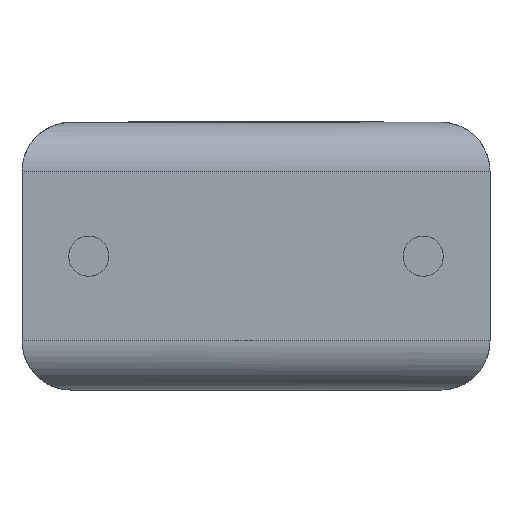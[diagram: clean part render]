
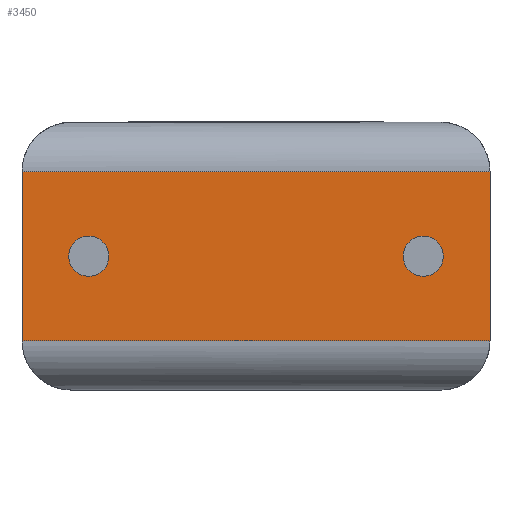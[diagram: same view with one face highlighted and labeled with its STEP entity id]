
A CAD part, front view. The second image highlights one B-rep face of the part: STEP entity #3450.
In plain terms, the highlighted planar face has unit normal (0, -1, 0).
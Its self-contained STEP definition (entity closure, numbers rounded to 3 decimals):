
#34 = AXIS2_PLACEMENT_3D ( 'NONE', #919, #270, #2264 ) ;
#182 = VECTOR ( 'NONE', #1485, 1000. ) ;
#202 = FACE_BOUND ( 'NONE', #2972, .T. ) ;
#270 = DIRECTION ( 'NONE',  ( 0., -1., 0. ) ) ;
#358 = DIRECTION ( 'NONE',  ( 0., -1., 0. ) ) ;
#361 = CARTESIAN_POINT ( 'NONE',  ( -7.11, 0., 4.07 ) ) ;
#387 = FACE_OUTER_BOUND ( 'NONE', #2931, .T. ) ;
#449 = CARTESIAN_POINT ( 'NONE',  ( -5.79, 0., 2.035 ) ) ;
#490 = VERTEX_POINT ( 'NONE', #449 ) ;
#572 = DIRECTION ( 'NONE',  ( -1., 0., 0. ) ) ;
#685 = VERTEX_POINT ( 'NONE', #3441 ) ;
#712 = EDGE_CURVE ( 'NONE', #1018, #685, #3306, .T. ) ;
#917 = EDGE_LOOP ( 'NONE', ( #1014, #1627 ) ) ;
#919 = CARTESIAN_POINT ( 'NONE',  ( -6.095, 0., 2.035 ) ) ;
#1014 = ORIENTED_EDGE ( 'NONE', *, *, #3623, .F. ) ;
#1018 = VERTEX_POINT ( 'NONE', #2441 ) ;
#1050 = DIRECTION ( 'NONE',  ( 0., 0., -1. ) ) ;
#1068 = DIRECTION ( 'NONE',  ( -1., 0., 0. ) ) ;
#1110 = AXIS2_PLACEMENT_3D ( 'NONE', #2326, #358, #2300 ) ;
#1115 = CARTESIAN_POINT ( 'NONE',  ( 0., 0., 4.07 ) ) ;
#1150 = DIRECTION ( 'NONE',  ( 1., 0., 0. ) ) ;
#1280 = ORIENTED_EDGE ( 'NONE', *, *, #3549, .T. ) ;
#1403 = DIRECTION ( 'NONE',  ( 0., 0., -1. ) ) ;
#1485 = DIRECTION ( 'NONE',  ( -1., 0., 0. ) ) ;
#1517 = AXIS2_PLACEMENT_3D ( 'NONE', #1115, #2804, #3667 ) ;
#1528 = CIRCLE ( 'NONE', #2789, 0.305 ) ;
#1577 = VERTEX_POINT ( 'NONE', #2706 ) ;
#1625 = ORIENTED_EDGE ( 'NONE', *, *, #2096, .F. ) ;
#1627 = ORIENTED_EDGE ( 'NONE', *, *, #1949, .F. ) ;
#1664 = PLANE ( 'NONE',  #1517 ) ;
#1708 = VERTEX_POINT ( 'NONE', #3345 ) ;
#1721 = LINE ( 'NONE', #361, #3532 ) ;
#1864 = DIRECTION ( 'NONE',  ( 0., 1., 0. ) ) ;
#1941 = FACE_BOUND ( 'NONE', #917, .T. ) ;
#1949 = EDGE_CURVE ( 'NONE', #490, #1708, #3365, .T. ) ;
#1964 = CARTESIAN_POINT ( 'NONE',  ( 0., 0., 0.75 ) ) ;
#1970 = EDGE_CURVE ( 'NONE', #2327, #3285, #2143, .T. ) ;
#1993 = CIRCLE ( 'NONE', #34, 0.305 ) ;
#2007 = AXIS2_PLACEMENT_3D ( 'NONE', #3129, #2270, #572 ) ;
#2096 = EDGE_CURVE ( 'NONE', #2327, #2949, #2882, .T. ) ;
#2109 = ORIENTED_EDGE ( 'NONE', *, *, #712, .T. ) ;
#2118 = LINE ( 'NONE', #1964, #2205 ) ;
#2143 = LINE ( 'NONE', #2951, #182 ) ;
#2199 = ORIENTED_EDGE ( 'NONE', *, *, #3524, .T. ) ;
#2205 = VECTOR ( 'NONE', #1150, 1000. ) ;
#2264 = DIRECTION ( 'NONE',  ( -1., 0., 0. ) ) ;
#2270 = DIRECTION ( 'NONE',  ( 0., 1., 0. ) ) ;
#2300 = DIRECTION ( 'NONE',  ( -1., 0., 0. ) ) ;
#2326 = CARTESIAN_POINT ( 'NONE',  ( -6.095, 0., 2.035 ) ) ;
#2327 = VERTEX_POINT ( 'NONE', #3352 ) ;
#2434 = CARTESIAN_POINT ( 'NONE',  ( 0., 0., 4.07 ) ) ;
#2441 = CARTESIAN_POINT ( 'NONE',  ( -0.71, 0., 2.035 ) ) ;
#2454 = VECTOR ( 'NONE', #1050, 1000. ) ;
#2569 = CARTESIAN_POINT ( 'NONE',  ( -7.11, 0., 3.32 ) ) ;
#2665 = EDGE_CURVE ( 'NONE', #685, #1018, #1528, .T. ) ;
#2706 = CARTESIAN_POINT ( 'NONE',  ( -7.11, 0., 0.75 ) ) ;
#2710 = ORIENTED_EDGE ( 'NONE', *, *, #2665, .T. ) ;
#2789 = AXIS2_PLACEMENT_3D ( 'NONE', #3607, #1864, #1068 ) ;
#2802 = ORIENTED_EDGE ( 'NONE', *, *, #1970, .T. ) ;
#2804 = DIRECTION ( 'NONE',  ( 0., 1., 0. ) ) ;
#2882 = LINE ( 'NONE', #2434, #2454 ) ;
#2931 = EDGE_LOOP ( 'NONE', ( #1625, #2802, #1280, #2199 ) ) ;
#2949 = VERTEX_POINT ( 'NONE', #3126 ) ;
#2951 = CARTESIAN_POINT ( 'NONE',  ( 0., 0., 3.32 ) ) ;
#2972 = EDGE_LOOP ( 'NONE', ( #2710, #2109 ) ) ;
#3126 = CARTESIAN_POINT ( 'NONE',  ( 0., 0., 0.75 ) ) ;
#3129 = CARTESIAN_POINT ( 'NONE',  ( -1.015, 0., 2.035 ) ) ;
#3285 = VERTEX_POINT ( 'NONE', #2569 ) ;
#3306 = CIRCLE ( 'NONE', #2007, 0.305 ) ;
#3345 = CARTESIAN_POINT ( 'NONE',  ( -6.4, 0., 2.035 ) ) ;
#3352 = CARTESIAN_POINT ( 'NONE',  ( 0., 0., 3.32 ) ) ;
#3365 = CIRCLE ( 'NONE', #1110, 0.305 ) ;
#3441 = CARTESIAN_POINT ( 'NONE',  ( -1.32, 0., 2.035 ) ) ;
#3450 = ADVANCED_FACE ( 'NONE', ( #202, #387, #1941 ), #1664, .F. ) ;
#3524 = EDGE_CURVE ( 'NONE', #1577, #2949, #2118, .T. ) ;
#3532 = VECTOR ( 'NONE', #1403, 1000. ) ;
#3549 = EDGE_CURVE ( 'NONE', #3285, #1577, #1721, .T. ) ;
#3607 = CARTESIAN_POINT ( 'NONE',  ( -1.015, 0., 2.035 ) ) ;
#3623 = EDGE_CURVE ( 'NONE', #1708, #490, #1993, .T. ) ;
#3667 = DIRECTION ( 'NONE',  ( -1., 0., 0. ) ) ;
